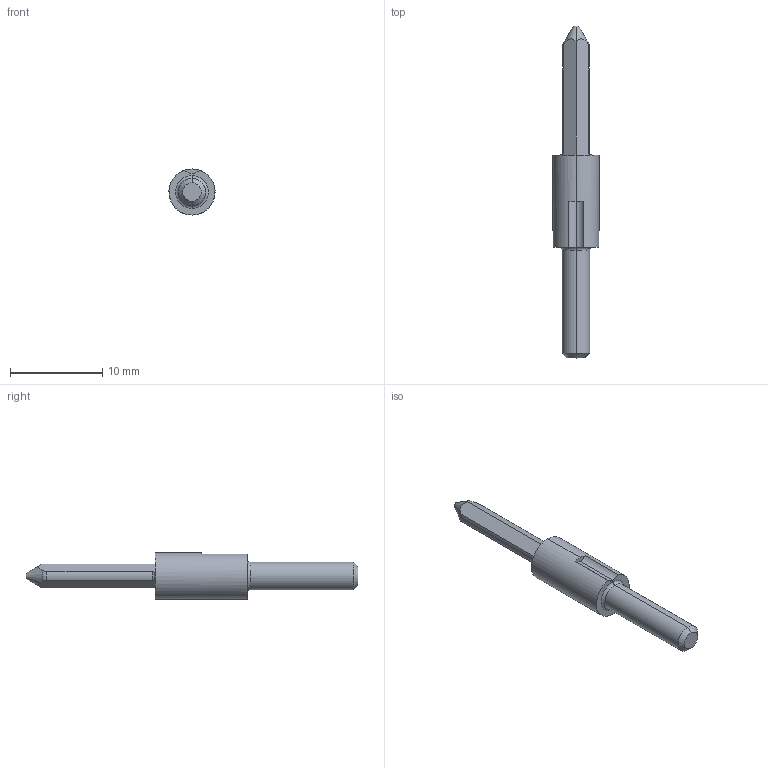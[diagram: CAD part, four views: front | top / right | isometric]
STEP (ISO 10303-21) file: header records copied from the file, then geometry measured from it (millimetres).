
FILE_DESCRIPTION (( 'STEP AP214' ), '1' );
FILE_NAME ('INGUN_60804.STEP', '2025-06-30T11:41:43', ( '' ), ( '' ), 'SwSTEP 2.0', 'SolidWorks 2023', '' );
FILE_SCHEMA (( 'AUTOMOTIVE_DESIGN' ));
Length unit declared in the file: millimetre
Products named in the file (1): INGUN_60804
Bounding box: 5 x 36 x 5 mm (x, y, z)
Volume: 341.5 mm3; surface area: 412.7 mm2
Topology: 1 solids, 1 shells, 27 faces, 63 edges, 40 vertices
Faces by surface type: plane 9, cylinder 8, torus 6, cone 4
Entity records: 888 total; most frequent: CARTESIAN_POINT 219, DIRECTION 137, ORIENTED_EDGE 126, EDGE_CURVE 63, AXIS2_PLACEMENT_3D 58, VERTEX_POINT 40, CIRCLE 30, EDGE_LOOP 29
